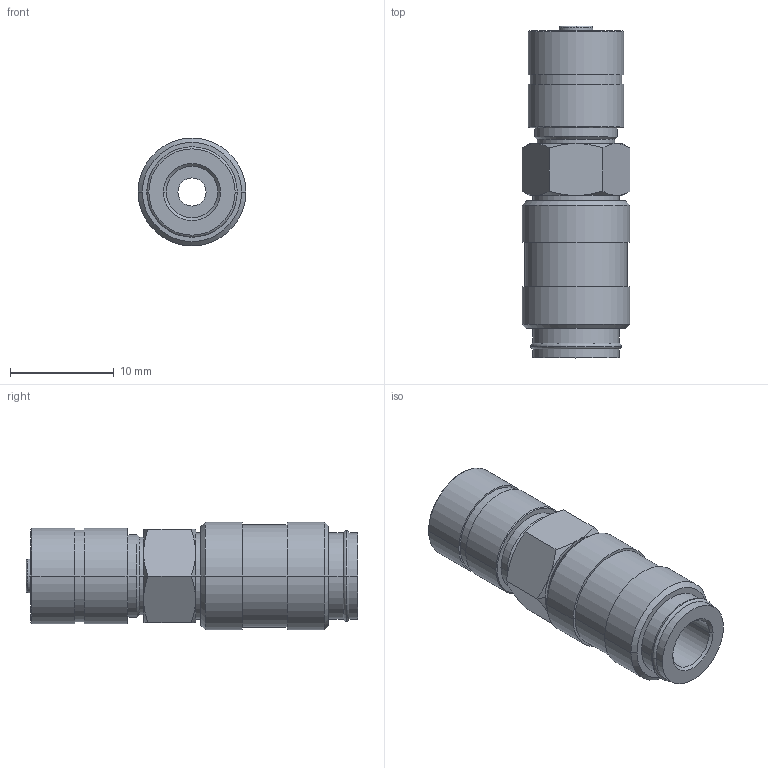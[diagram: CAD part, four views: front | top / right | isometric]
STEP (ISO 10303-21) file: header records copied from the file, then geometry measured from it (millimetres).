
FILE_DESCRIPTION(('STEP AP214'),'1');
FILE_NAME('esmc_4_tqo.stp','2020-04-23T07:28:15',('TraceParts'),('TraceParts S.A.'),'Spatial InterOp 3D',' ',' ');
FILE_SCHEMA(('automotive_design'));
Length unit declared in the file: millimetre
Products named in the file (1): 1
Bounding box: 10.4 x 32 x 10.4 mm (x, y, z)
Volume: 1880.3 mm3; surface area: 1542.8 mm2
Topology: 1 solids, 1 shells, 81 faces, 169 edges, 101 vertices
Faces by surface type: cone 28, cylinder 28, plane 19, torus 6
Entity records: 2850 total; most frequent: CARTESIAN_POINT 448, DIRECTION 404, ORIENTED_EDGE 338, AXIS2_PLACEMENT_3D 177, EDGE_CURVE 169, VERTEX_POINT 101, CIRCLE 95, EDGE_LOOP 94
